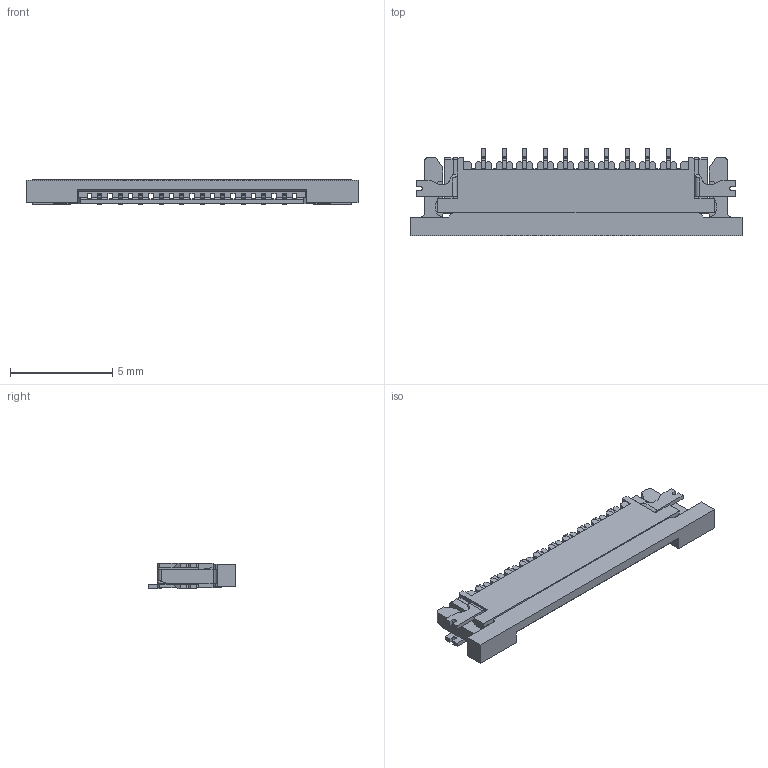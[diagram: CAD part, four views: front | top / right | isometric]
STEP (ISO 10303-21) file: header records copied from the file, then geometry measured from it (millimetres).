
FILE_DESCRIPTION(('STEP AP242'),'1');
FILE_NAME('686110183522.stp','2021-03-21T18:15:39',('TraceParts'),('TraceParts S.A.'),'Spatial InterOp 3D',' ',' ');
FILE_SCHEMA(('AP242_MANAGED_MODEL_BASED_3D_ENGINEERING_MIM_LF {1 0 10303 442 1 1 4}'));
Length unit declared in the file: millimetre
Products named in the file (1): 686110183522_1
Bounding box: 16.2 x 4.25 x 1.25 mm (x, y, z)
Volume: 46 mm3; surface area: 367.7 mm2
Topology: 14 solids, 14 shells, 1174 faces, 3566 edges, 2338 vertices
Faces by surface type: plane 863, cylinder 309, bspline 2
Entity records: 39908 total; most frequent: ORIENTED_EDGE 7132, CARTESIAN_POINT 7118, DIRECTION 6556, EDGE_CURVE 3566, LINE 2940, VECTOR 2940, VERTEX_POINT 2338, AXIS2_PLACEMENT_3D 1808
